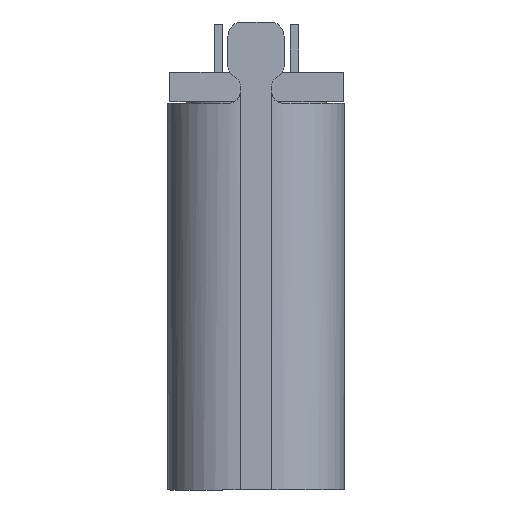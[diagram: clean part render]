
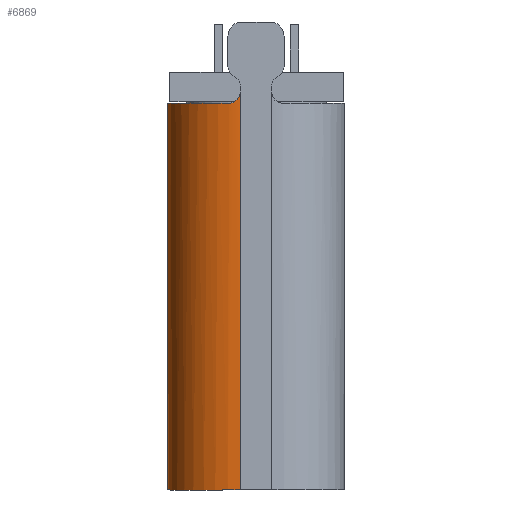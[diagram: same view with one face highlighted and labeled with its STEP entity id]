
A CAD part, front view. The second image highlights one B-rep face of the part: STEP entity #6869.
In plain terms, the highlighted cylindrical face has radius 1.3 mm (diameter 2.6 mm), a partial arc.
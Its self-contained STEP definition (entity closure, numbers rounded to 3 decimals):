
#289 = VECTOR ( 'NONE', #13629, 1000. ) ;
#920 = CARTESIAN_POINT ( 'NONE',  ( 3.494, 3.615, 9.367 ) ) ;
#1399 = DIRECTION ( 'NONE',  ( 0., 1., 0. ) ) ;
#1941 = EDGE_LOOP ( 'NONE', ( #15399, #36547, #4863, #19530, #17809 ) ) ;
#2833 = LINE ( 'NONE', #27137, #5443 ) ;
#4382 = CARTESIAN_POINT ( 'NONE',  ( 3.694, 4.9, 10.092 ) ) ;
#4863 = ORIENTED_EDGE ( 'NONE', *, *, #16420, .T. ) ;
#5443 = VECTOR ( 'NONE', #26937, 1000. ) ;
#6869 = ADVANCED_FACE ( 'NONE', ( #13759 ), #31667, .T. ) ;
#7645 = DIRECTION ( 'NONE',  ( 0., 1., 0. ) ) ;
#8009 = AXIS2_PLACEMENT_3D ( 'NONE', #10837, #16019, #7645 ) ;
#9833 = CARTESIAN_POINT ( 'NONE',  ( 3.694, 3.6, 2.467 ) ) ;
#9889 = CARTESIAN_POINT ( 'NONE',  ( 3.546, 3.607, 9.367 ) ) ;
#10114 = VERTEX_POINT ( 'NONE', #28197 ) ;
#10784 = DIRECTION ( 'NONE',  ( 0., -1., 0. ) ) ;
#10837 = CARTESIAN_POINT ( 'NONE',  ( 3.694, 4.9, 2.467 ) ) ;
#11437 = EDGE_CURVE ( 'NONE', #24126, #10114, #12884, .T. ) ;
#12884 = B_SPLINE_CURVE_WITH_KNOTS ( 'NONE', 3,
 ( #33971, #18862, #12887, #37140, #9889, #920 ),
 .UNSPECIFIED., .F., .F.,
 ( 4, 2, 4 ),
 ( 0., 0., 0. ),
 .UNSPECIFIED. ) ;
#12887 = CARTESIAN_POINT ( 'NONE',  ( 3.672, 3.599, 9.462 ) ) ;
#13629 = DIRECTION ( 'NONE',  ( 0., 0., -1. ) ) ;
#13759 = FACE_OUTER_BOUND ( 'NONE', #1941, .T. ) ;
#15263 = VERTEX_POINT ( 'NONE', #33434 ) ;
#15399 = ORIENTED_EDGE ( 'NONE', *, *, #18017, .T. ) ;
#16019 = DIRECTION ( 'NONE',  ( 0., 0., -1. ) ) ;
#16420 = EDGE_CURVE ( 'NONE', #39362, #24126, #2833, .T. ) ;
#17150 = CARTESIAN_POINT ( 'NONE',  ( 3.694, 4.9, 9.367 ) ) ;
#17809 = ORIENTED_EDGE ( 'NONE', *, *, #33240, .F. ) ;
#18017 = EDGE_CURVE ( 'NONE', #27951, #15263, #31159, .T. ) ;
#18564 = AXIS2_PLACEMENT_3D ( 'NONE', #4382, #28676, #1399 ) ;
#18862 = CARTESIAN_POINT ( 'NONE',  ( 3.694, 3.6, 9.514 ) ) ;
#19530 = ORIENTED_EDGE ( 'NONE', *, *, #11437, .T. ) ;
#22391 = AXIS2_PLACEMENT_3D ( 'NONE', #17150, #29097, #10784 ) ;
#23179 = CARTESIAN_POINT ( 'NONE',  ( 2.394, 4.9, 9.367 ) ) ;
#24126 = VERTEX_POINT ( 'NONE', #38810 ) ;
#25183 = CIRCLE ( 'NONE', #8009, 1.3 ) ;
#25371 = EDGE_CURVE ( 'NONE', #39362, #15263, #25183, .T. ) ;
#26937 = DIRECTION ( 'NONE',  ( 0., 0., 1. ) ) ;
#27137 = CARTESIAN_POINT ( 'NONE',  ( 3.694, 3.6, 10.092 ) ) ;
#27951 = VERTEX_POINT ( 'NONE', #23179 ) ;
#28197 = CARTESIAN_POINT ( 'NONE',  ( 3.494, 3.615, 9.367 ) ) ;
#28676 = DIRECTION ( 'NONE',  ( 0., 0., -1. ) ) ;
#29097 = DIRECTION ( 'NONE',  ( 0., 0., 1. ) ) ;
#31159 = LINE ( 'NONE', #37892, #289 ) ;
#31667 = CYLINDRICAL_SURFACE ( 'NONE', #18564, 1.3 ) ;
#33240 = EDGE_CURVE ( 'NONE', #27951, #10114, #37623, .T. ) ;
#33434 = CARTESIAN_POINT ( 'NONE',  ( 2.394, 4.9, 2.467 ) ) ;
#33971 = CARTESIAN_POINT ( 'NONE',  ( 3.694, 3.6, 9.567 ) ) ;
#36547 = ORIENTED_EDGE ( 'NONE', *, *, #25371, .F. ) ;
#37140 = CARTESIAN_POINT ( 'NONE',  ( 3.598, 3.603, 9.389 ) ) ;
#37623 = CIRCLE ( 'NONE', #22391, 1.3 ) ;
#37892 = CARTESIAN_POINT ( 'NONE',  ( 2.394, 4.9, 10.092 ) ) ;
#38810 = CARTESIAN_POINT ( 'NONE',  ( 3.694, 3.6, 9.567 ) ) ;
#39362 = VERTEX_POINT ( 'NONE', #9833 ) ;
